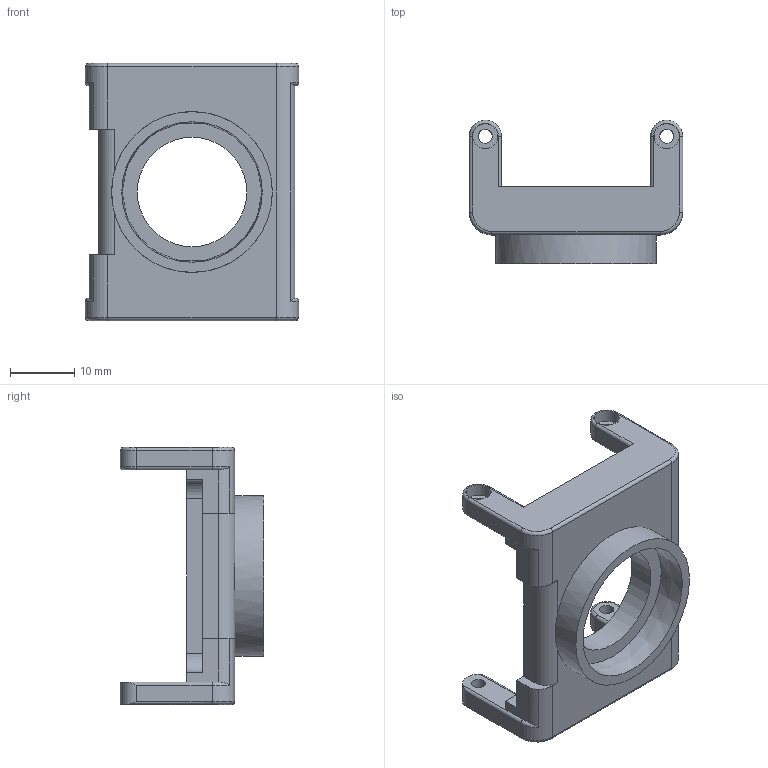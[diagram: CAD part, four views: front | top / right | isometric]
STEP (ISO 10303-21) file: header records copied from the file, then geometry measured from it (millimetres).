
FILE_DESCRIPTION(/* description */ (''),/* implementation_level */ '2;1');
FILE_NAME(/* name */ 'Updated Catridge Bottom.step',/* time_stamp */ '2023-02-26T18:28:55+01:00',/* author */ (''),/* organization */ (''),/* preprocessor_version */ 'ST-DEVELOPER v19.2',/* originating_system */ 'Autodesk Translation Framework v11.17.0.187',/* authorisation */ '');
FILE_SCHEMA (('AUTOMOTIVE_DESIGN { 1 0 10303 214 3 1 1 }'));
Length unit declared in the file: millimetre
Products named in the file (1): Updated Catridge Bottom
Bounding box: 33.2 x 22.3 x 40 mm (x, y, z)
Volume: 6971.6 mm3; surface area: 4925.8 mm2
Topology: 1 solids, 1 shells, 98 faces, 235 edges, 148 vertices
Faces by surface type: cylinder 45, plane 36, torus 14, cone 3
Full cylindrical faces by diameter (mm): 2.2 x4, 3.2 x4, 3.9 x4, 17.035 x1, 25 x1
Entity records: 2988 total; most frequent: CARTESIAN_POINT 580, DIRECTION 525, ORIENTED_EDGE 470, EDGE_CURVE 235, AXIS2_PLACEMENT_3D 204, VERTEX_POINT 148, EDGE_LOOP 117, LINE 117
